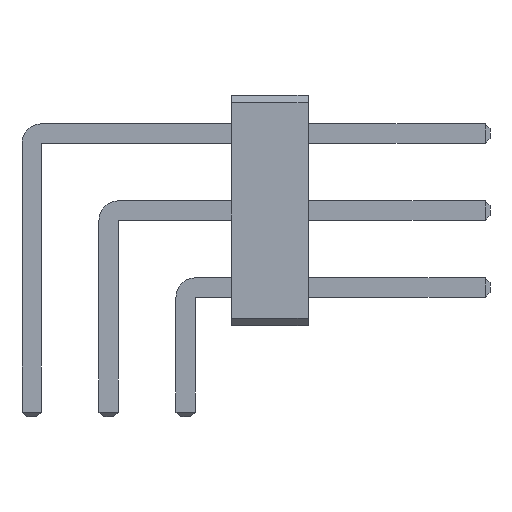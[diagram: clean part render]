
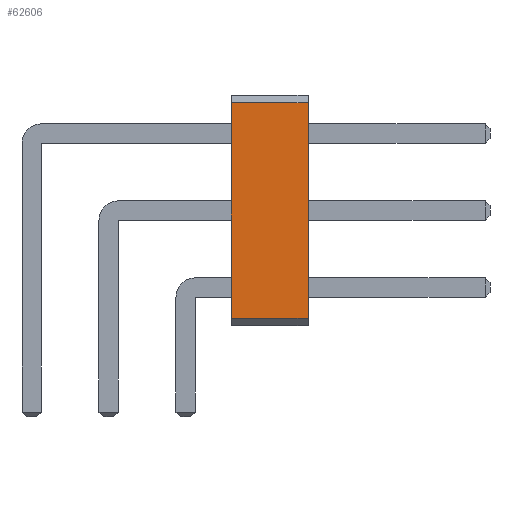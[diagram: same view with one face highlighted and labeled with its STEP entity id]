
A CAD part, front view. The second image highlights one B-rep face of the part: STEP entity #62606.
In plain terms, the highlighted planar face has unit normal (0, -1, 0).
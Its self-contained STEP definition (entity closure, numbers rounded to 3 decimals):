
#62606 = ADVANCED_FACE('',(#62607),#62641,.T.);
#62607 = FACE_BOUND('',#62608,.T.);
#62608 = EDGE_LOOP('',(#62609,#62619,#62627,#62635));
#62609 = ORIENTED_EDGE('',*,*,#62610,.T.);
#62610 = EDGE_CURVE('',#62611,#62613,#62615,.T.);
#62611 = VERTEX_POINT('',#62612);
#62612 = CARTESIAN_POINT('',(6.58,-80.01,0.254));
#62613 = VERTEX_POINT('',#62614);
#62614 = CARTESIAN_POINT('',(9.12,-80.01,0.254));
#62615 = LINE('',#62616,#62617);
#62616 = CARTESIAN_POINT('',(6.58,-80.01,0.254));
#62617 = VECTOR('',#62618,1.);
#62618 = DIRECTION('',(1.,0.,0.));
#62619 = ORIENTED_EDGE('',*,*,#62620,.T.);
#62620 = EDGE_CURVE('',#62613,#62621,#62623,.T.);
#62621 = VERTEX_POINT('',#62622);
#62622 = CARTESIAN_POINT('',(9.12,-80.01,7.366));
#62623 = LINE('',#62624,#62625);
#62624 = CARTESIAN_POINT('',(9.12,-80.01,0.254));
#62625 = VECTOR('',#62626,1.);
#62626 = DIRECTION('',(0.,0.,1.));
#62627 = ORIENTED_EDGE('',*,*,#62628,.F.);
#62628 = EDGE_CURVE('',#62629,#62621,#62631,.T.);
#62629 = VERTEX_POINT('',#62630);
#62630 = CARTESIAN_POINT('',(6.58,-80.01,7.366));
#62631 = LINE('',#62632,#62633);
#62632 = CARTESIAN_POINT('',(6.58,-80.01,7.366));
#62633 = VECTOR('',#62634,1.);
#62634 = DIRECTION('',(1.,0.,0.));
#62635 = ORIENTED_EDGE('',*,*,#62636,.F.);
#62636 = EDGE_CURVE('',#62611,#62629,#62637,.T.);
#62637 = LINE('',#62638,#62639);
#62638 = CARTESIAN_POINT('',(6.58,-80.01,0.254));
#62639 = VECTOR('',#62640,1.);
#62640 = DIRECTION('',(0.,0.,1.));
#62641 = PLANE('',#62642);
#62642 = AXIS2_PLACEMENT_3D('',#62643,#62644,#62645);
#62643 = CARTESIAN_POINT('',(6.58,-80.01,0.254));
#62644 = DIRECTION('',(0.,-1.,0.));
#62645 = DIRECTION('',(0.,0.,1.));
